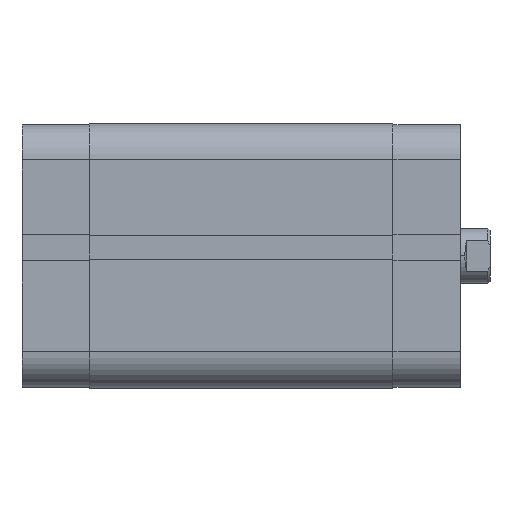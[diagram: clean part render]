
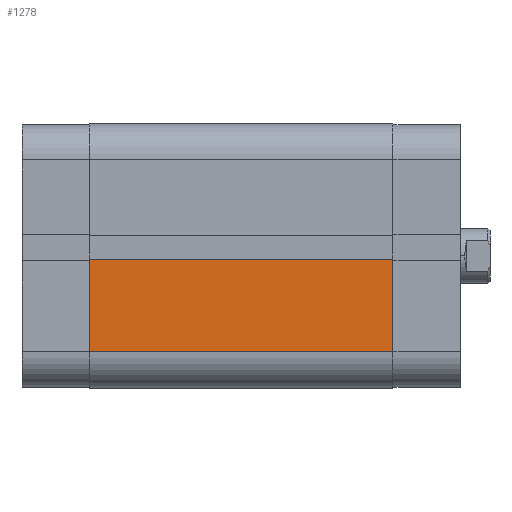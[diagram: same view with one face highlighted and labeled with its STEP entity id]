
A CAD part, top view. The second image highlights one B-rep face of the part: STEP entity #1278.
In plain terms, the highlighted face is planar.
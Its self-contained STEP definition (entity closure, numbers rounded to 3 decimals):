
#222 = VERTEX_POINT ( 'NONE', #639 ) ;
#223 = VERTEX_POINT ( 'NONE', #640 ) ;
#224 = VERTEX_POINT ( 'NONE', #641 ) ;
#225 = VERTEX_POINT ( 'NONE', #642 ) ;
#639 = CARTESIAN_POINT ( 'NONE',  ( 29., 0.85, 0. ) ) ;
#640 = CARTESIAN_POINT ( 'NONE',  ( 29., 0.85, 66.5 ) ) ;
#641 = CARTESIAN_POINT ( 'NONE',  ( 29., 21., 0. ) ) ;
#642 = CARTESIAN_POINT ( 'NONE',  ( 29., 21., 66.5 ) ) ;
#941 = CARTESIAN_POINT ( 'NONE',  ( 29., -63.941, 66.5 ) ) ;
#942 = PLANE ( 'NONE',  #2383 ) ;
#944 = DIRECTION ( 'NONE',  ( 1., 0., 0. ) ) ;
#945 = DIRECTION ( 'NONE',  ( 0., 1., 0. ) ) ;
#1278 = ADVANCED_FACE ( 'NONE', ( #3130 ), #942, .T. ) ;
#2027 = EDGE_CURVE ( 'NONE', #224, #222, #3766, .T. ) ;
#2028 = EDGE_CURVE ( 'NONE', #225, #224, #3768, .T. ) ;
#2031 = EDGE_CURVE ( 'NONE', #223, #222, #3774, .T. ) ;
#2035 = EDGE_CURVE ( 'NONE', #225, #223, #3778, .T. ) ;
#2383 = AXIS2_PLACEMENT_3D ( 'NONE', #941, #944, #945 ) ;
#3130 = FACE_OUTER_BOUND ( 'NONE', #6294, .T. ) ;
#3766 = LINE ( 'NONE', #4617, #3767 ) ;
#3767 = VECTOR ( 'NONE', #4618, 1000. ) ;
#3768 = LINE ( 'NONE', #4619, #3769 ) ;
#3769 = VECTOR ( 'NONE', #4620, 1000. ) ;
#3774 = LINE ( 'NONE', #4626, #3775 ) ;
#3775 = VECTOR ( 'NONE', #4627, 1000. ) ;
#3778 = LINE ( 'NONE', #4625, #3782 ) ;
#3782 = VECTOR ( 'NONE', #4636, 1000. ) ;
#4617 = CARTESIAN_POINT ( 'NONE',  ( 29., -63.941, 0. ) ) ;
#4618 = DIRECTION ( 'NONE',  ( 0., -1., 0. ) ) ;
#4619 = CARTESIAN_POINT ( 'NONE',  ( 29., 21., 66.5 ) ) ;
#4620 = DIRECTION ( 'NONE',  ( 0., 0., -1. ) ) ;
#4625 = CARTESIAN_POINT ( 'NONE',  ( 29., -63.941, 66.5 ) ) ;
#4626 = CARTESIAN_POINT ( 'NONE',  ( 29., 0.85, 66.5 ) ) ;
#4627 = DIRECTION ( 'NONE',  ( 0., 0., -1. ) ) ;
#4636 = DIRECTION ( 'NONE',  ( 0., -1., 0. ) ) ;
#6201 = ORIENTED_EDGE ( 'NONE', *, *, #2028, .F. ) ;
#6258 = ORIENTED_EDGE ( 'NONE', *, *, #2027, .F. ) ;
#6294 = EDGE_LOOP ( 'NONE', ( #6258, #6201, #6343, #6404 ) ) ;
#6343 = ORIENTED_EDGE ( 'NONE', *, *, #2035, .T. ) ;
#6404 = ORIENTED_EDGE ( 'NONE', *, *, #2031, .T. ) ;
